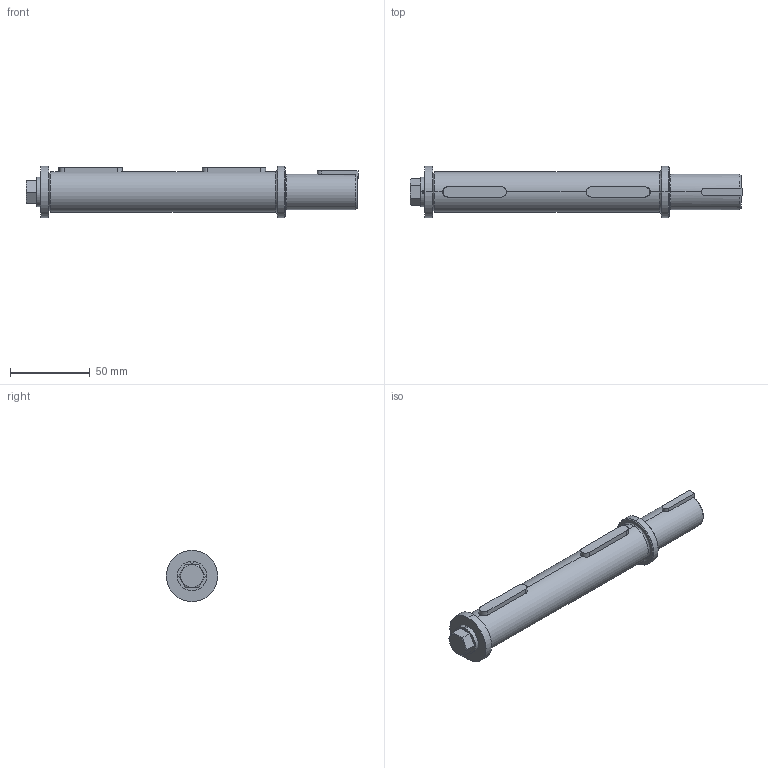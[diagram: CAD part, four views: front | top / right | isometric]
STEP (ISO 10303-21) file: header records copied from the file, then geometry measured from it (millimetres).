
FILE_DESCRIPTION (( 'STEP AP203' ), '1' );
FILE_NAME ('WGSS-175-S.step', '2022-12-08T19:52:41', ( '' ), ( '' ), 'SwSTEP 2.0', 'SolidWorks 2021', '' );
FILE_SCHEMA (( 'CONFIG_CONTROL_DESIGN' ));
Length unit declared in the file: inch
Products named in the file (1): WGSS-175-S
Bounding box: 207.74 x 32 x 32 mm (x, y, z)
Volume: 100928.6 mm3; surface area: 24258.6 mm2
Topology: 7 solids, 7 shells, 92 faces, 203 edges, 127 vertices
Faces by surface type: plane 41, cylinder 28, cone 19, bspline 4
Entity records: 3010 total; most frequent: CARTESIAN_POINT 925, DIRECTION 423, ORIENTED_EDGE 402, EDGE_CURVE 201, AXIS2_PLACEMENT_3D 161, VERTEX_POINT 127, LINE 101, VECTOR 101
